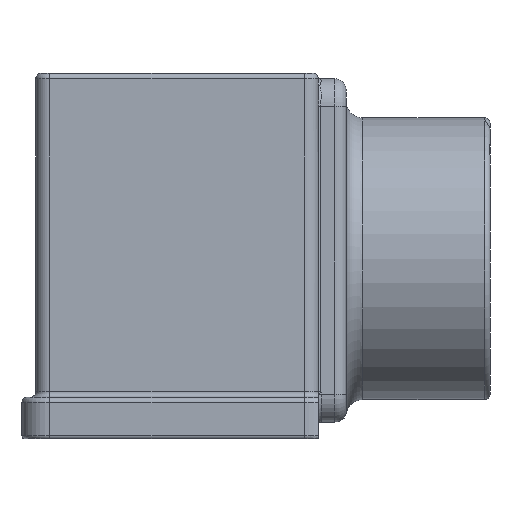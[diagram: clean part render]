
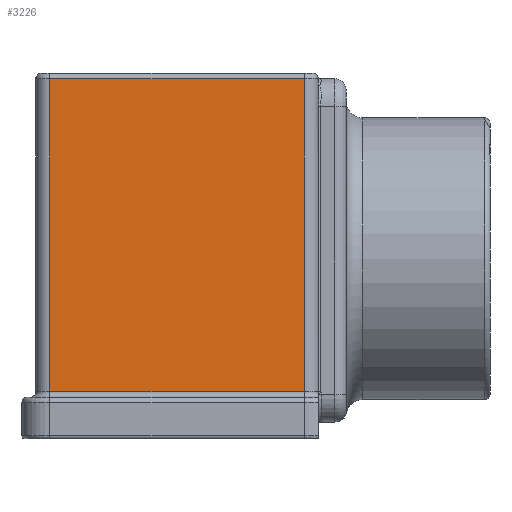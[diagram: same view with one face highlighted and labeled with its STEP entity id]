
A CAD part, left-side view. The second image highlights one B-rep face of the part: STEP entity #3226.
In plain terms, the highlighted planar face has unit normal (-1, 0, 0).
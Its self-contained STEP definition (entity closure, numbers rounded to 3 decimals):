
#56=PLANE('',#3531);
#352=FACE_OUTER_BOUND('',#568,.T.);
#568=EDGE_LOOP('',(#2505,#2506,#2507,#2508));
#725=LINE('',#5244,#885);
#795=LINE('',#6342,#955);
#796=LINE('',#6345,#956);
#797=LINE('',#6346,#957);
#885=VECTOR('',#3862,10.);
#955=VECTOR('',#4208,10.);
#956=VECTOR('',#4213,10.);
#957=VECTOR('',#4214,10.);
#1303=VERTEX_POINT('',#5241);
#1304=VERTEX_POINT('',#5243);
#1422=VERTEX_POINT('',#6339);
#1423=VERTEX_POINT('',#6341);
#1617=EDGE_CURVE('',#1304,#1303,#725,.T.);
#1811=EDGE_CURVE('',#1422,#1423,#795,.T.);
#1813=EDGE_CURVE('',#1304,#1422,#796,.T.);
#1814=EDGE_CURVE('',#1423,#1303,#797,.T.);
#2505=ORIENTED_EDGE('',*,*,#1813,.F.);
#2506=ORIENTED_EDGE('',*,*,#1617,.T.);
#2507=ORIENTED_EDGE('',*,*,#1814,.F.);
#2508=ORIENTED_EDGE('',*,*,#1811,.F.);
#3226=ADVANCED_FACE('',(#352),#56,.T.);
#3531=AXIS2_PLACEMENT_3D('',#6344,#4211,#4212);
#3862=DIRECTION('',(0.,0.,1.));
#4208=DIRECTION('',(0.,0.,1.));
#4211=DIRECTION('center_axis',(-1.,0.,0.));
#4212=DIRECTION('ref_axis',(0.,-1.,0.));
#4213=DIRECTION('',(0.,1.,0.));
#4214=DIRECTION('',(0.,-1.,0.));
#5241=CARTESIAN_POINT('',(0.,5.,130.));
#5243=CARTESIAN_POINT('',(0.,5.,17.));
#5244=CARTESIAN_POINT('',(0.,5.,0.));
#6339=CARTESIAN_POINT('',(0.,97.,17.));
#6341=CARTESIAN_POINT('',(0.,97.,130.));
#6342=CARTESIAN_POINT('',(0.,97.,0.));
#6344=CARTESIAN_POINT('Origin',(0.,97.,0.));
#6345=CARTESIAN_POINT('',(0.,74.,17.));
#6346=CARTESIAN_POINT('',(0.,74.,130.));
